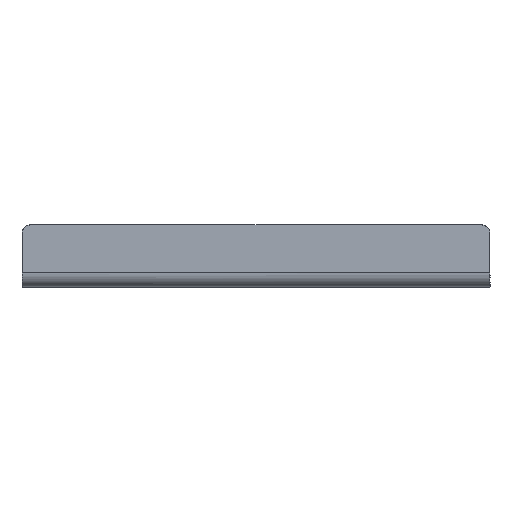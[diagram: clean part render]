
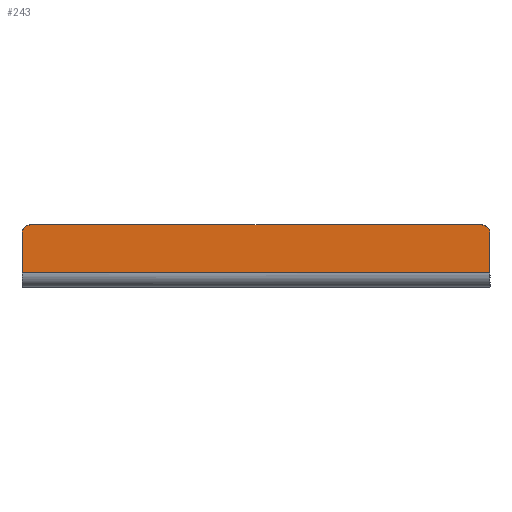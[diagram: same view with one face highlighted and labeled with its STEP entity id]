
A CAD part, left-side view. The second image highlights one B-rep face of the part: STEP entity #243.
In plain terms, the highlighted free-form (B-spline) face has degree [1, 1] with [2, 2] control points.
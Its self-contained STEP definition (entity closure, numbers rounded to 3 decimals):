
#34 = CARTESIAN_POINT ( 'NONE',  ( 155.825, 333.7, 60.354 ) ) ;
#48 = CARTESIAN_POINT ( 'NONE',  ( 155.825, 333.7, 66.212 ) ) ;
#49 = ORIENTED_EDGE ( 'NONE', *, *, #1244, .F. ) ;
#52 = EDGE_CURVE ( 'NONE', #478, #332, #286, .T. ) ;
#103 = VERTEX_POINT ( 'NONE', #1466 ) ;
#143 = VERTEX_POINT ( 'NONE', #1483 ) ;
#220 = EDGE_CURVE ( 'NONE', #103, #837, #1071, .T. ) ;
#242 = ORIENTED_EDGE ( 'NONE', *, *, #220, .F. ) ;
#243 = ADVANCED_FACE ( 'NONE', ( #833 ), #1012, .F. ) ;
#253 = CARTESIAN_POINT ( 'NONE',  ( 155.825, -186.3, 70.354 ) ) ;
#286 = B_SPLINE_CURVE_WITH_KNOTS ( 'NONE', 1,
 ( #1095, #34 ),
 .UNSPECIFIED., .F., .F.,
 ( 2, 2 ),
 ( 0., 1. ),
 .UNSPECIFIED. ) ;
#332 = VERTEX_POINT ( 'NONE', #1337 ) ;
#353 = CARTESIAN_POINT ( 'NONE',  ( 155.825, -196.3, 16. ) ) ;
#357 = CARTESIAN_POINT ( 'NONE',  ( 155.825, -196.3, 16. ) ) ;
#384 = CARTESIAN_POINT ( 'NONE',  ( 155.825, 333.7, 16. ) ) ;
#427 = EDGE_CURVE ( 'NONE', #837, #143, #1393, .T. ) ;
#478 = VERTEX_POINT ( 'NONE', #840 ) ;
#498 = CARTESIAN_POINT ( 'NONE',  ( 155.825, -196.3, 16. ) ) ;
#508 = ORIENTED_EDGE ( 'NONE', *, *, #427, .F. ) ;
#517 = CARTESIAN_POINT ( 'NONE',  ( 155.825, 323.7, 70.354 ) ) ;
#644 = ORIENTED_EDGE ( 'NONE', *, *, #1319, .T. ) ;
#662 = CARTESIAN_POINT ( 'NONE',  ( 155.825, -196.3, 66.212 ) ) ;
#673 = EDGE_LOOP ( 'NONE', ( #1080, #1507, #644, #49, #508, #242 ) ) ;
#675 = CARTESIAN_POINT ( 'NONE',  ( 155.825, -186.3, 70.354 ) ) ;
#712 = CARTESIAN_POINT ( 'NONE',  ( 155.825, -196.3, 70.354 ) ) ;
#730 = CARTESIAN_POINT ( 'NONE',  ( 155.825, 333.7, 16. ) ) ;
#795 = B_SPLINE_CURVE_WITH_KNOTS ( 'NONE', 1,
 ( #867, #498 ),
 .UNSPECIFIED., .F., .F.,
 ( 2, 2 ),
 ( 0., 1. ),
 .UNSPECIFIED. ) ;
#810 =( BOUNDED_CURVE ( )  B_SPLINE_CURVE ( 3, ( #886, #48, #976, #517 ),
 .UNSPECIFIED., .F., .T. ) 
 B_SPLINE_CURVE_WITH_KNOTS ( ( 4, 4 ),
 ( -1.571, 0. ),
 .UNSPECIFIED. ) 
 CURVE ( )  GEOMETRIC_REPRESENTATION_ITEM ( )  RATIONAL_B_SPLINE_CURVE ( ( 1., 0.805, 0.805, 1. ) ) 
 REPRESENTATION_ITEM ( '' )  );
#833 = FACE_OUTER_BOUND ( 'NONE', #673, .T. ) ;
#837 = VERTEX_POINT ( 'NONE', #1285 ) ;
#840 = CARTESIAN_POINT ( 'NONE',  ( 155.825, 333.7, 16. ) ) ;
#867 = CARTESIAN_POINT ( 'NONE',  ( 155.825, -196.3, 60.354 ) ) ;
#886 = CARTESIAN_POINT ( 'NONE',  ( 155.825, 333.7, 60.354 ) ) ;
#889 = EDGE_CURVE ( 'NONE', #332, #103, #810, .T. ) ;
#928 = CARTESIAN_POINT ( 'NONE',  ( 155.825, -196.3, 60.354 ) ) ;
#972 = CARTESIAN_POINT ( 'NONE',  ( 155.825, 323.7, 70.354 ) ) ;
#976 = CARTESIAN_POINT ( 'NONE',  ( 155.825, 329.558, 70.354 ) ) ;
#1012 = B_SPLINE_SURFACE_WITH_KNOTS ( 'NONE', 1, 1, ( 
 ( #712, #1177 ),
 ( #357, #730 ) ),
 .UNSPECIFIED., .F., .F., .F.,
 ( 2, 2 ),
 ( 2, 2 ),
 ( 0., 1. ),
 ( 0., 1. ),
 .UNSPECIFIED. ) ;
#1071 = B_SPLINE_CURVE_WITH_KNOTS ( 'NONE', 1,
 ( #972, #253 ),
 .UNSPECIFIED., .F., .F.,
 ( 2, 2 ),
 ( 0., 1. ),
 .UNSPECIFIED. ) ;
#1080 = ORIENTED_EDGE ( 'NONE', *, *, #889, .F. ) ;
#1095 = CARTESIAN_POINT ( 'NONE',  ( 155.825, 333.7, 16. ) ) ;
#1149 = CARTESIAN_POINT ( 'NONE',  ( 155.825, -192.158, 70.354 ) ) ;
#1177 = CARTESIAN_POINT ( 'NONE',  ( 155.825, 333.7, 70.354 ) ) ;
#1222 = CARTESIAN_POINT ( 'NONE',  ( 155.825, -196.3, 16. ) ) ;
#1244 = EDGE_CURVE ( 'NONE', #143, #1449, #795, .T. ) ;
#1277 = B_SPLINE_CURVE_WITH_KNOTS ( 'NONE', 1,
 ( #384, #1222 ),
 .UNSPECIFIED., .F., .F.,
 ( 2, 2 ),
 ( 0., 1. ),
 .UNSPECIFIED. ) ;
#1285 = CARTESIAN_POINT ( 'NONE',  ( 155.825, -186.3, 70.354 ) ) ;
#1319 = EDGE_CURVE ( 'NONE', #478, #1449, #1277, .T. ) ;
#1337 = CARTESIAN_POINT ( 'NONE',  ( 155.825, 333.7, 60.354 ) ) ;
#1393 =( BOUNDED_CURVE ( )  B_SPLINE_CURVE ( 3, ( #675, #1149, #662, #928 ),
 .UNSPECIFIED., .F., .T. ) 
 B_SPLINE_CURVE_WITH_KNOTS ( ( 4, 4 ),
 ( -1.571, 0. ),
 .UNSPECIFIED. ) 
 CURVE ( )  GEOMETRIC_REPRESENTATION_ITEM ( )  RATIONAL_B_SPLINE_CURVE ( ( 1., 0.805, 0.805, 1. ) ) 
 REPRESENTATION_ITEM ( '' )  );
#1449 = VERTEX_POINT ( 'NONE', #353 ) ;
#1466 = CARTESIAN_POINT ( 'NONE',  ( 155.825, 323.7, 70.354 ) ) ;
#1483 = CARTESIAN_POINT ( 'NONE',  ( 155.825, -196.3, 60.354 ) ) ;
#1507 = ORIENTED_EDGE ( 'NONE', *, *, #52, .F. ) ;
